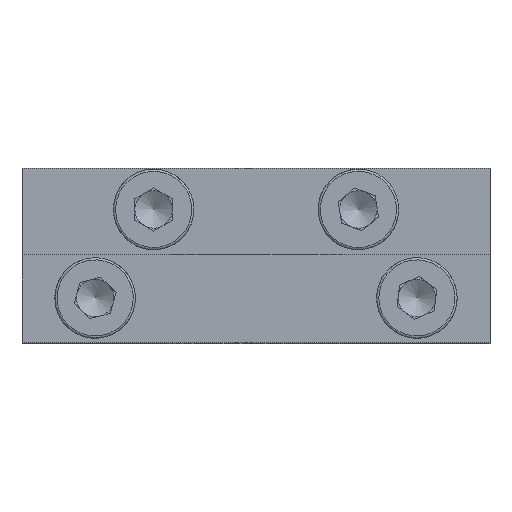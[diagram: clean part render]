
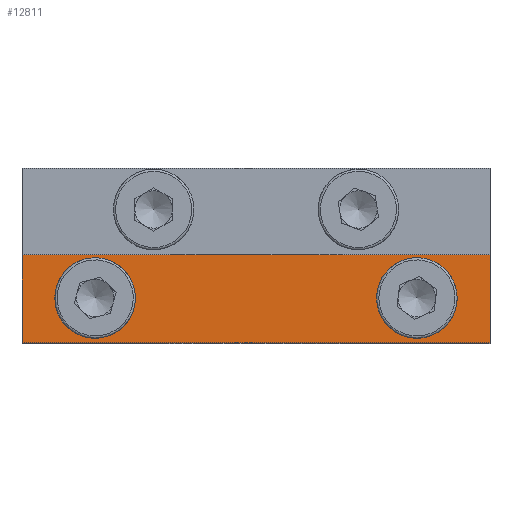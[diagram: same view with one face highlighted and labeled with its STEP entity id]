
A CAD part, top view. The second image highlights one B-rep face of the part: STEP entity #12811.
In plain terms, the highlighted free-form (B-spline) face has degree [1, 1] with [2, 2] control points.
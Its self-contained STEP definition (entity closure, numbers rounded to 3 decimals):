
#12782 = VERTEX_POINT('',#12783);
#12783 = CARTESIAN_POINT('',(-40.546,0.,
    63.986));
#12788 = EDGE_CURVE('',#12789,#12782,#12791,.T.);
#12789 = VERTEX_POINT('',#12790);
#12790 = CARTESIAN_POINT('',(-40.546,7.602,
    63.986));
#12791 = B_SPLINE_CURVE_WITH_KNOTS('',1,(#12792,#12793),.UNSPECIFIED.,
  .F.,.F.,(2,2),(-0.,6.),.PIECEWISE_BEZIER_KNOTS.);
#12792 = CARTESIAN_POINT('',(-40.546,7.602,
    63.986));
#12793 = CARTESIAN_POINT('',(-40.546,0.,
    63.986));
#12811 = ADVANCED_FACE('',(#12812,#12826,#12840),#12862,.F.);
#12812 = FACE_BOUND('',#12813,.T.);
#12813 = EDGE_LOOP('',(#12814));
#12814 = ORIENTED_EDGE('',*,*,#12815,.T.);
#12815 = EDGE_CURVE('',#12816,#12816,#12818,.T.);
#12816 = VERTEX_POINT('',#12817);
#12817 = CARTESIAN_POINT('',(-8.363,3.801,
    63.986));
#12818 = ( BOUNDED_CURVE() B_SPLINE_CURVE(2,(#12819,#12820,#12821,#12822
    ,#12823,#12824,#12825),.UNSPECIFIED.,.T.,.F.) 
B_SPLINE_CURVE_WITH_KNOTS((1,2,2,2,2,1),(-2.094,0.,
    2.094,4.189,6.283,8.378),
.UNSPECIFIED.) CURVE() GEOMETRIC_REPRESENTATION_ITEM() 
RATIONAL_B_SPLINE_CURVE((1.,0.5,1.,0.5,1.,0.5,1.)) REPRESENTATION_ITEM(
  '') );
#12819 = CARTESIAN_POINT('',(-8.363,3.801,
    63.986));
#12820 = CARTESIAN_POINT('',(-8.363,7.313,
    63.986));
#12821 = CARTESIAN_POINT('',(-5.322,5.557,
    63.986));
#12822 = CARTESIAN_POINT('',(-2.281,3.801,
    63.986));
#12823 = CARTESIAN_POINT('',(-5.322,2.045,
    63.986));
#12824 = CARTESIAN_POINT('',(-8.363,0.29,
    63.986));
#12825 = CARTESIAN_POINT('',(-8.363,3.801,
    63.986));
#12826 = FACE_BOUND('',#12827,.T.);
#12827 = EDGE_LOOP('',(#12828));
#12828 = ORIENTED_EDGE('',*,*,#12829,.T.);
#12829 = EDGE_CURVE('',#12830,#12830,#12832,.T.);
#12830 = VERTEX_POINT('',#12831);
#12831 = CARTESIAN_POINT('',(-36.238,3.801,
    63.986));
#12832 = ( BOUNDED_CURVE() B_SPLINE_CURVE(2,(#12833,#12834,#12835,#12836
    ,#12837,#12838,#12839),.UNSPECIFIED.,.T.,.F.) 
B_SPLINE_CURVE_WITH_KNOTS((1,2,2,2,2,1),(-2.094,0.,
    2.094,4.189,6.283,8.378),
.UNSPECIFIED.) CURVE() GEOMETRIC_REPRESENTATION_ITEM() 
RATIONAL_B_SPLINE_CURVE((1.,0.5,1.,0.5,1.,0.5,1.)) REPRESENTATION_ITEM(
  '') );
#12833 = CARTESIAN_POINT('',(-36.238,3.801,
    63.986));
#12834 = CARTESIAN_POINT('',(-36.238,7.313,
    63.986));
#12835 = CARTESIAN_POINT('',(-33.197,5.557,
    63.986));
#12836 = CARTESIAN_POINT('',(-30.156,3.801,
    63.986));
#12837 = CARTESIAN_POINT('',(-33.197,2.045,
    63.986));
#12838 = CARTESIAN_POINT('',(-36.238,0.29,
    63.986));
#12839 = CARTESIAN_POINT('',(-36.238,3.801,
    63.986));
#12840 = FACE_BOUND('',#12841,.T.);
#12841 = EDGE_LOOP('',(#12842,#12849,#12856,#12861));
#12842 = ORIENTED_EDGE('',*,*,#12843,.T.);
#12843 = EDGE_CURVE('',#12782,#12844,#12846,.T.);
#12844 = VERTEX_POINT('',#12845);
#12845 = CARTESIAN_POINT('',(0.,0.,
    63.986));
#12846 = B_SPLINE_CURVE_WITH_KNOTS('',1,(#12847,#12848),.UNSPECIFIED.,
  .F.,.F.,(2,2),(-32.,-0.),.PIECEWISE_BEZIER_KNOTS.);
#12847 = CARTESIAN_POINT('',(-40.546,0.,
    63.986));
#12848 = CARTESIAN_POINT('',(0.,0.,
    63.986));
#12849 = ORIENTED_EDGE('',*,*,#12850,.F.);
#12850 = EDGE_CURVE('',#12851,#12844,#12853,.T.);
#12851 = VERTEX_POINT('',#12852);
#12852 = CARTESIAN_POINT('',(0.,7.602,
    63.986));
#12853 = B_SPLINE_CURVE_WITH_KNOTS('',1,(#12854,#12855),.UNSPECIFIED.,
  .F.,.F.,(2,2),(-0.,6.),.PIECEWISE_BEZIER_KNOTS.);
#12854 = CARTESIAN_POINT('',(0.,7.602,
    63.986));
#12855 = CARTESIAN_POINT('',(0.,0.,
    63.986));
#12856 = ORIENTED_EDGE('',*,*,#12857,.F.);
#12857 = EDGE_CURVE('',#12789,#12851,#12858,.T.);
#12858 = B_SPLINE_CURVE_WITH_KNOTS('',1,(#12859,#12860),.UNSPECIFIED.,
  .F.,.F.,(2,2),(-32.,-0.),.PIECEWISE_BEZIER_KNOTS.);
#12859 = CARTESIAN_POINT('',(-40.546,7.602,
    63.986));
#12860 = CARTESIAN_POINT('',(0.,7.602,
    63.986));
#12861 = ORIENTED_EDGE('',*,*,#12788,.T.);
#12862 = B_SPLINE_SURFACE_WITH_KNOTS('',1,1,(
    (#12863,#12864)
    ,(#12865,#12866
    )),.UNSPECIFIED.,.F.,.F.,.F.,(2,2),(2,2),(0.,32.),(-6.,0.),
  .PIECEWISE_BEZIER_KNOTS.);
#12863 = CARTESIAN_POINT('',(0.,0.,
    63.986));
#12864 = CARTESIAN_POINT('',(0.,7.602,
    63.986));
#12865 = CARTESIAN_POINT('',(-40.546,0.,
    63.986));
#12866 = CARTESIAN_POINT('',(-40.546,7.602,
    63.986));
